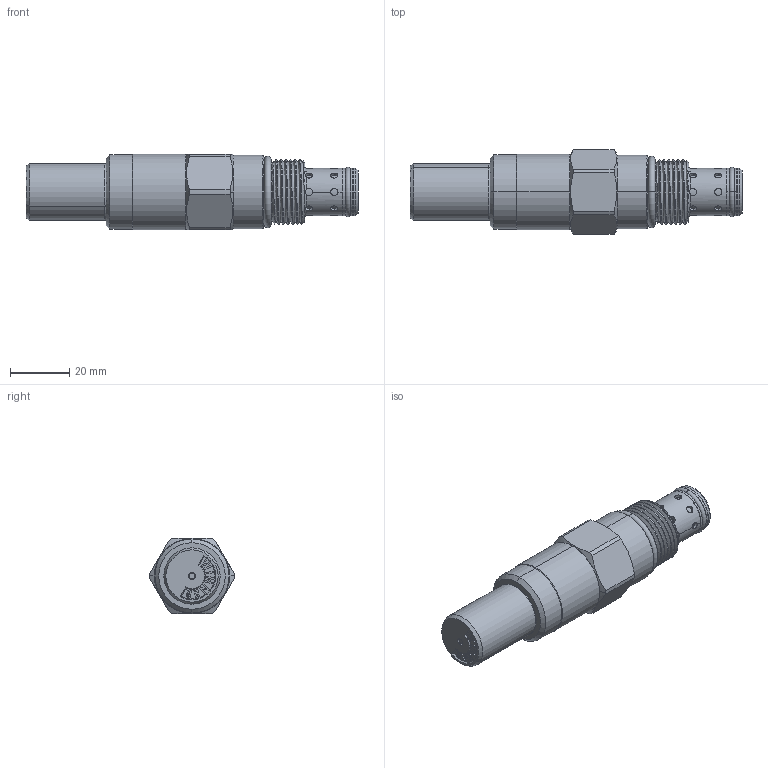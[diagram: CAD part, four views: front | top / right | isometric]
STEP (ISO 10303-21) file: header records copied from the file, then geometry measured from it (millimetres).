
FILE_DESCRIPTION (( 'STEP AP203' ), '1' );
FILE_NAME ('CR10W20-CH.STEP', '2024-05-24T01:56:48', ( '' ), ( '' ), 'SwSTEP 2.0', 'SolidWorks 2018', '' );
FILE_SCHEMA (( 'CONFIG_CONTROL_DESIGN' ));
Length unit declared in the file: millimetre
Products named in the file (1): CR10W20-CH
Bounding box: 111.94 x 28.57 x 25.4 mm (x, y, z)
Volume: 43210.1 mm3; surface area: 9929.4 mm2
Topology: 1 solids, 1 shells, 239 faces, 602 edges, 394 vertices
Faces by surface type: cylinder 100, plane 93, cone 31, torus 10, bspline 5
Entity records: 10231 total; most frequent: CARTESIAN_POINT 4600, ORIENTED_EDGE 1204, DIRECTION 1070, EDGE_CURVE 602, VERTEX_POINT 394, AXIS2_PLACEMENT_3D 381, VECTOR 308, LINE 308
